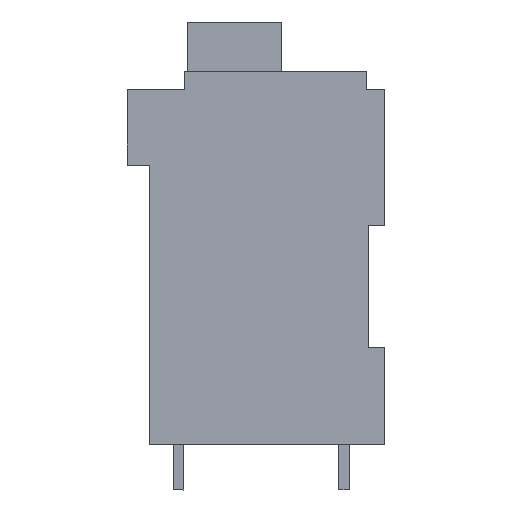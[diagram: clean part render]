
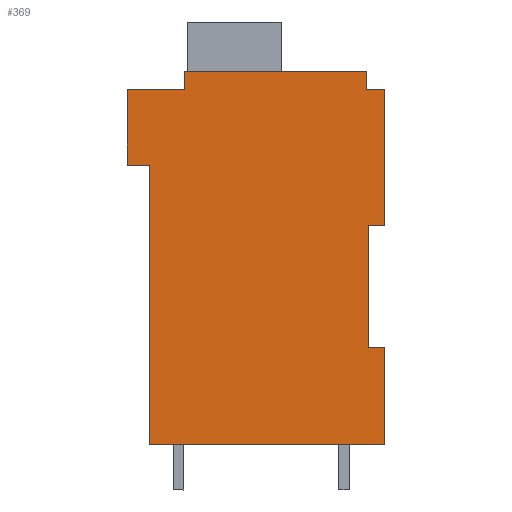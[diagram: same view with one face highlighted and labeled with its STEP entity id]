
A CAD part, left-side view. The second image highlights one B-rep face of the part: STEP entity #369.
In plain terms, the highlighted planar face has unit normal (-1, 0, 0).
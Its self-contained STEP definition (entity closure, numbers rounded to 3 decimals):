
#269=AXIS2_PLACEMENT_3D('Plane Axis2P3D',#266,#267,#268) ;
#63=CARTESIAN_POINT('Vertex',(0.,0.,1.5)) ;
#66=CARTESIAN_POINT('Line Origine',(0.,3.875,1.5)) ;
#70=CARTESIAN_POINT('Vertex',(0.,7.75,1.5)) ;
#250=CARTESIAN_POINT('Vertex',(0.,0.,4.7)) ;
#253=CARTESIAN_POINT('Line Origine',(0.,0.,3.1)) ;
#266=CARTESIAN_POINT('Axis2P3D Location',(0.,8.5,-1.906)) ;
#271=CARTESIAN_POINT('Line Origine',(0.,0.275,4.7)) ;
#275=CARTESIAN_POINT('Vertex',(0.,0.55,4.7)) ;
#278=CARTESIAN_POINT('Line Origine',(0.,0.55,6.7)) ;
#282=CARTESIAN_POINT('Vertex',(0.,0.55,8.7)) ;
#285=CARTESIAN_POINT('Line Origine',(0.,0.275,8.7)) ;
#289=CARTESIAN_POINT('Vertex',(0.,0.,8.7)) ;
#292=CARTESIAN_POINT('Line Origine',(0.,0.,10.95)) ;
#296=CARTESIAN_POINT('Vertex',(0.,0.,13.2)) ;
#299=CARTESIAN_POINT('Line Origine',(0.,0.3,13.2)) ;
#303=CARTESIAN_POINT('Vertex',(0.,0.6,13.2)) ;
#306=CARTESIAN_POINT('Line Origine',(0.,0.6,13.5)) ;
#310=CARTESIAN_POINT('Vertex',(0.,0.6,13.8)) ;
#313=CARTESIAN_POINT('Line Origine',(0.,3.6,13.8)) ;
#317=CARTESIAN_POINT('Vertex',(0.,6.6,13.8)) ;
#320=CARTESIAN_POINT('Line Origine',(0.,6.6,13.5)) ;
#324=CARTESIAN_POINT('Vertex',(0.,6.6,13.2)) ;
#327=CARTESIAN_POINT('Line Origine',(0.,7.55,13.2)) ;
#331=CARTESIAN_POINT('Vertex',(0.,8.5,13.2)) ;
#334=CARTESIAN_POINT('Line Origine',(0.,8.5,11.95)) ;
#338=CARTESIAN_POINT('Vertex',(0.,8.5,10.7)) ;
#341=CARTESIAN_POINT('Line Origine',(0.,8.125,10.7)) ;
#345=CARTESIAN_POINT('Vertex',(0.,7.75,10.7)) ;
#348=CARTESIAN_POINT('Line Origine',(0.,7.75,6.1)) ;
#67=DIRECTION('Vector Direction',(0.,-1.,0.)) ;
#254=DIRECTION('Vector Direction',(0.,0.,1.)) ;
#267=DIRECTION('Axis2P3D Direction',(-1.,0.,0.)) ;
#268=DIRECTION('Axis2P3D XDirection',(0.,0.,1.)) ;
#272=DIRECTION('Vector Direction',(0.,1.,0.)) ;
#279=DIRECTION('Vector Direction',(0.,0.,1.)) ;
#286=DIRECTION('Vector Direction',(0.,-1.,0.)) ;
#293=DIRECTION('Vector Direction',(0.,0.,1.)) ;
#300=DIRECTION('Vector Direction',(0.,1.,0.)) ;
#307=DIRECTION('Vector Direction',(0.,0.,1.)) ;
#314=DIRECTION('Vector Direction',(0.,-1.,0.)) ;
#321=DIRECTION('Vector Direction',(0.,0.,-1.)) ;
#328=DIRECTION('Vector Direction',(0.,1.,0.)) ;
#335=DIRECTION('Vector Direction',(0.,0.,1.)) ;
#342=DIRECTION('Vector Direction',(0.,1.,0.)) ;
#349=DIRECTION('Vector Direction',(0.,0.,-1.)) ;
#68=VECTOR('Line Direction',#67,1.) ;
#255=VECTOR('Line Direction',#254,1.) ;
#273=VECTOR('Line Direction',#272,1.) ;
#280=VECTOR('Line Direction',#279,1.) ;
#287=VECTOR('Line Direction',#286,1.) ;
#294=VECTOR('Line Direction',#293,1.) ;
#301=VECTOR('Line Direction',#300,1.) ;
#308=VECTOR('Line Direction',#307,1.) ;
#315=VECTOR('Line Direction',#314,1.) ;
#322=VECTOR('Line Direction',#321,1.) ;
#329=VECTOR('Line Direction',#328,1.) ;
#336=VECTOR('Line Direction',#335,1.) ;
#343=VECTOR('Line Direction',#342,1.) ;
#350=VECTOR('Line Direction',#349,1.) ;
#354=ORIENTED_EDGE('',*,*,#72,.T.) ;
#355=ORIENTED_EDGE('',*,*,#257,.T.) ;
#356=ORIENTED_EDGE('',*,*,#277,.T.) ;
#357=ORIENTED_EDGE('',*,*,#284,.T.) ;
#358=ORIENTED_EDGE('',*,*,#291,.T.) ;
#359=ORIENTED_EDGE('',*,*,#298,.T.) ;
#360=ORIENTED_EDGE('',*,*,#305,.T.) ;
#361=ORIENTED_EDGE('',*,*,#312,.T.) ;
#362=ORIENTED_EDGE('',*,*,#319,.T.) ;
#363=ORIENTED_EDGE('',*,*,#326,.T.) ;
#364=ORIENTED_EDGE('',*,*,#333,.T.) ;
#365=ORIENTED_EDGE('',*,*,#340,.T.) ;
#366=ORIENTED_EDGE('',*,*,#347,.T.) ;
#367=ORIENTED_EDGE('',*,*,#352,.T.) ;
#369=ADVANCED_FACE('HOUSING',(#368),#270,.T.) ;
#72=EDGE_CURVE('',#71,#64,#69,.T.) ;
#257=EDGE_CURVE('',#64,#251,#256,.T.) ;
#277=EDGE_CURVE('',#251,#276,#274,.T.) ;
#284=EDGE_CURVE('',#276,#283,#281,.T.) ;
#291=EDGE_CURVE('',#283,#290,#288,.T.) ;
#298=EDGE_CURVE('',#290,#297,#295,.T.) ;
#305=EDGE_CURVE('',#297,#304,#302,.T.) ;
#312=EDGE_CURVE('',#304,#311,#309,.T.) ;
#319=EDGE_CURVE('',#311,#318,#316,.F.) ;
#326=EDGE_CURVE('',#318,#325,#323,.T.) ;
#333=EDGE_CURVE('',#325,#332,#330,.T.) ;
#340=EDGE_CURVE('',#332,#339,#337,.F.) ;
#347=EDGE_CURVE('',#339,#346,#344,.F.) ;
#352=EDGE_CURVE('',#346,#71,#351,.T.) ;
#353=EDGE_LOOP('',(#354,#355,#356,#357,#358,#359,#360,#361,#362,#363,#364,#365,#366,#367)) ;
#368=FACE_OUTER_BOUND('',#353,.T.) ;
#69=LINE('Line',#66,#68) ;
#256=LINE('Line',#253,#255) ;
#274=LINE('Line',#271,#273) ;
#281=LINE('Line',#278,#280) ;
#288=LINE('Line',#285,#287) ;
#295=LINE('Line',#292,#294) ;
#302=LINE('Line',#299,#301) ;
#309=LINE('Line',#306,#308) ;
#316=LINE('Line',#313,#315) ;
#323=LINE('Line',#320,#322) ;
#330=LINE('Line',#327,#329) ;
#337=LINE('Line',#334,#336) ;
#344=LINE('Line',#341,#343) ;
#351=LINE('Line',#348,#350) ;
#270=PLANE('',#269) ;
#64=VERTEX_POINT('',#63) ;
#71=VERTEX_POINT('',#70) ;
#251=VERTEX_POINT('',#250) ;
#276=VERTEX_POINT('',#275) ;
#283=VERTEX_POINT('',#282) ;
#290=VERTEX_POINT('',#289) ;
#297=VERTEX_POINT('',#296) ;
#304=VERTEX_POINT('',#303) ;
#311=VERTEX_POINT('',#310) ;
#318=VERTEX_POINT('',#317) ;
#325=VERTEX_POINT('',#324) ;
#332=VERTEX_POINT('',#331) ;
#339=VERTEX_POINT('',#338) ;
#346=VERTEX_POINT('',#345) ;
